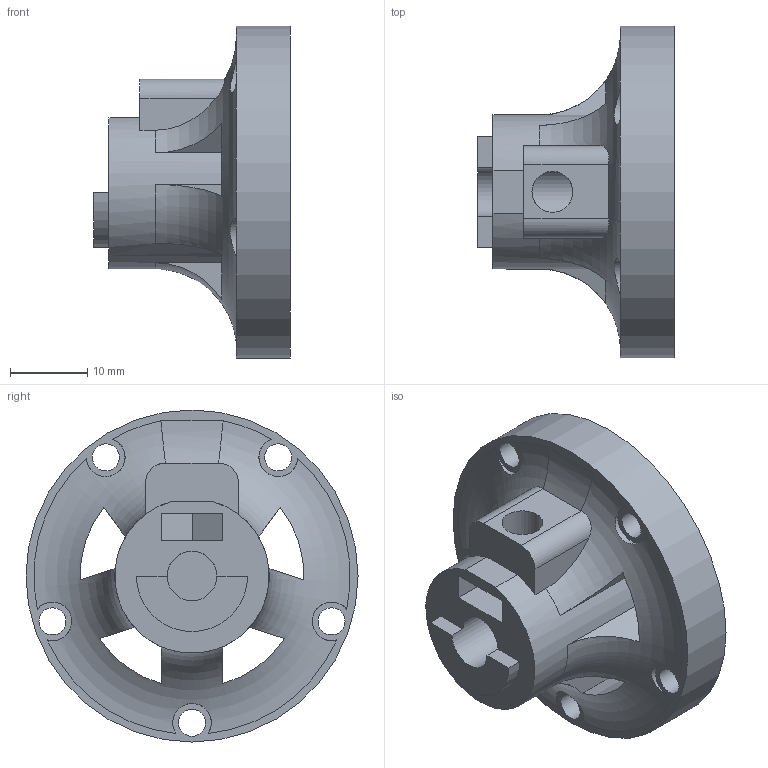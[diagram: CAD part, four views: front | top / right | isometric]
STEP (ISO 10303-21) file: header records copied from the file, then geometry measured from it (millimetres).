
FILE_DESCRIPTION(/* description */ (''),/* implementation_level */ '2;1');
FILE_NAME(/* name */ 'ODM_WHEEL_COUPLING.stp',/* time_stamp */ '2024-10-19T11:00:41-05:00',/* author */ ('yulio'),/* organization */ (''),/* preprocessor_version */ 'ST-DEVELOPER v20',/* originating_system */ 'Autodesk Inventor 2024',/* authorisation */ '');
FILE_SCHEMA (('AUTOMOTIVE_DESIGN { 1 0 10303 214 3 1 1 }'));
Length unit declared in the file: millimetre
Products named in the file (1): AcopleV2
Bounding box: 25.5 x 43 x 43 mm (x, y, z)
Volume: 14985.4 mm3; surface area: 6513.7 mm2
Topology: 1 solids, 1 shells, 50 faces, 150 edges, 100 vertices
Faces by surface type: plane 26, cylinder 23, torus 1
Full cylindrical faces by diameter (mm): 3.5 x5, 5.3 x2, 6.4 x1, 43 x1
Entity records: 2106 total; most frequent: CARTESIAN_POINT 645, ORIENTED_EDGE 300, DIRECTION 286, EDGE_CURVE 150, AXIS2_PLACEMENT_3D 107, VERTEX_POINT 100, LINE 72, VECTOR 72
